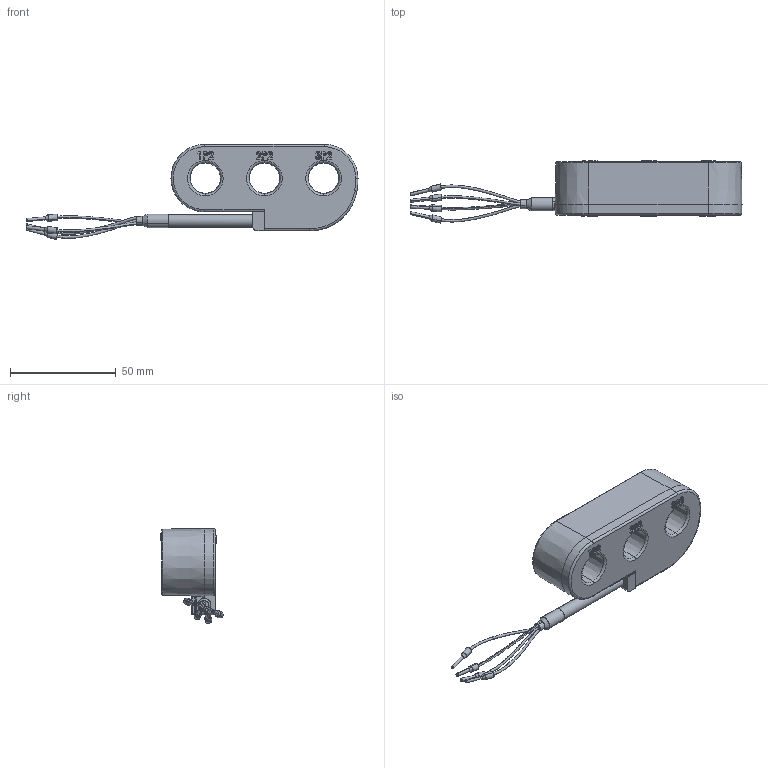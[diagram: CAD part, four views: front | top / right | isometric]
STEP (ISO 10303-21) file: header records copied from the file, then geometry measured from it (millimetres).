
FILE_DESCRIPTION((''),'2;1');
FILE_NAME('MC3_125A','2021-03-25T10:58:50',('esors'),(''),'CREO PARAMETRIC BY PTC INC, 2018260','CREO PARAMETRIC BY PTC INC, 2018260','');
FILE_SCHEMA(('AUTOMOTIVE_DESIGN { 1 0 10303 214 1 1 1 1 }'));
Length unit declared in the file: millimetre
Products named in the file (1): MC3_125A
Bounding box: 157.23 x 29.49 x 45.07 mm (x, y, z)
Volume: 24245 mm3; surface area: 31987.3 mm2
Topology: 5 solids, 5 shells, 632 faces, 1574 edges, 1005 vertices
Faces by surface type: plane 275, cone 113, cylinder 97, extrusion 92, bspline 28, torus 25, sphere 2
Entity records: 27784 total; most frequent: CARTESIAN_POINT 11385, ORIENTED_EDGE 3142, DIRECTION 2712, COLOUR_RGB 1578, EDGE_CURVE 1571, VERTEX_POINT 1005, VECTOR 910, AXIS2_PLACEMENT_3D 901
